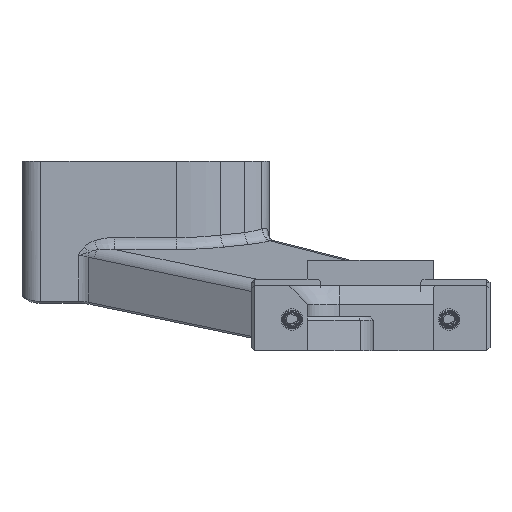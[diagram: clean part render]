
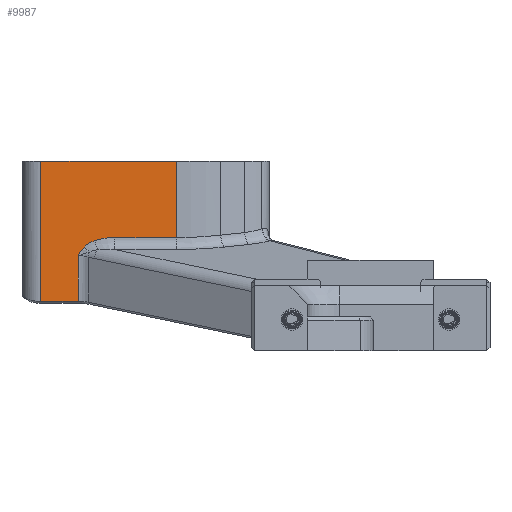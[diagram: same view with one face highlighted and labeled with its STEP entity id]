
A CAD part, left-side view. The second image highlights one B-rep face of the part: STEP entity #9987.
In plain terms, the highlighted planar face has unit normal (-1, 0, 0).
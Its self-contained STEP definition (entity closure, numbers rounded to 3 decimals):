
#64=ELLIPSE('',#10663,7.74,4.);
#70=ELLIPSE('',#10677,7.74,4.);
#368=PLANE('',#10759);
#938=FACE_OUTER_BOUND('',#1544,.T.);
#1544=EDGE_LOOP('',(#8467,#8468,#8469,#8470,#8471,#8472,#8473,#8474,#8475));
#2186=B_SPLINE_CURVE_WITH_KNOTS('',3,(#23196,#23197,#23198,#23199,#23200,
#23201),.UNSPECIFIED.,.F.,.F.,(4,2,4),(-0.167,-0.166,
0.),.UNSPECIFIED.);
#2759=LINE('',#23237,#3708);
#2775=LINE('',#23600,#3724);
#2822=LINE('',#23828,#3771);
#2831=LINE('',#23934,#3780);
#2840=LINE('',#24129,#3789);
#2841=LINE('',#24130,#3790);
#3708=VECTOR('',#12549,10.);
#3724=VECTOR('',#12639,10.);
#3771=VECTOR('',#12758,10.);
#3780=VECTOR('',#12789,10.);
#3789=VECTOR('',#12814,10.);
#3790=VECTOR('',#12815,10.);
#4646=VERTEX_POINT('',#23192);
#4648=VERTEX_POINT('',#23195);
#4649=VERTEX_POINT('',#23224);
#4652=VERTEX_POINT('',#23231);
#4654=VERTEX_POINT('',#23235);
#4686=VERTEX_POINT('',#23599);
#4735=VERTEX_POINT('',#23825);
#4736=VERTEX_POINT('',#23827);
#4743=VERTEX_POINT('',#23933);
#5872=EDGE_CURVE('',#4648,#4646,#2186,.T.);
#5875=EDGE_CURVE('',#4646,#4649,#64,.T.);
#5880=EDGE_CURVE('',#4652,#4654,#2759,.T.);
#5893=EDGE_CURVE('',#4649,#4652,#70,.T.);
#5934=EDGE_CURVE('',#4686,#4648,#2775,.T.);
#6007=EDGE_CURVE('',#4735,#4736,#2822,.T.);
#6024=EDGE_CURVE('',#4686,#4743,#2831,.T.);
#6041=EDGE_CURVE('',#4736,#4654,#2840,.T.);
#6042=EDGE_CURVE('',#4735,#4743,#2841,.T.);
#8467=ORIENTED_EDGE('',*,*,#5872,.T.);
#8468=ORIENTED_EDGE('',*,*,#5875,.T.);
#8469=ORIENTED_EDGE('',*,*,#5893,.T.);
#8470=ORIENTED_EDGE('',*,*,#5880,.T.);
#8471=ORIENTED_EDGE('',*,*,#6041,.F.);
#8472=ORIENTED_EDGE('',*,*,#6007,.F.);
#8473=ORIENTED_EDGE('',*,*,#6042,.T.);
#8474=ORIENTED_EDGE('',*,*,#6024,.F.);
#8475=ORIENTED_EDGE('',*,*,#5934,.T.);
#9987=ADVANCED_FACE('',(#938),#368,.F.);
#10663=AXIS2_PLACEMENT_3D('',#23227,#12538,#12539);
#10677=AXIS2_PLACEMENT_3D('',#23345,#12570,#12571);
#10759=AXIS2_PLACEMENT_3D('',#24128,#12812,#12813);
#12538=DIRECTION('center_axis',(1.,0.,0.));
#12539=DIRECTION('ref_axis',(0.,0.979,0.204));
#12549=DIRECTION('',(0.,-1.,0.));
#12570=DIRECTION('center_axis',(1.,0.,0.));
#12571=DIRECTION('ref_axis',(0.,0.979,0.204));
#12639=DIRECTION('',(0.,0.,1.));
#12758=DIRECTION('',(0.,-1.,0.));
#12789=DIRECTION('',(0.,1.,0.));
#12812=DIRECTION('center_axis',(1.,0.,0.));
#12813=DIRECTION('ref_axis',(0.,-1.,0.));
#12814=DIRECTION('',(0.,0.,-1.));
#12815=DIRECTION('',(0.,0.,-1.));
#23192=CARTESIAN_POINT('',(486.027,28.548,-60.983));
#23195=CARTESIAN_POINT('',(486.027,29.502,-62.346));
#23196=CARTESIAN_POINT('Ctrl Pts',(486.027,29.502,-62.346));
#23197=CARTESIAN_POINT('Ctrl Pts',(486.027,29.501,-62.345));
#23198=CARTESIAN_POINT('Ctrl Pts',(486.027,29.5,-62.343));
#23199=CARTESIAN_POINT('Ctrl Pts',(486.027,29.252,-61.845));
#23200=CARTESIAN_POINT('Ctrl Pts',(486.027,28.933,-61.382));
#23201=CARTESIAN_POINT('Ctrl Pts',(486.027,28.548,-60.983));
#23224=CARTESIAN_POINT('',(486.027,26.922,-59.988));
#23227=CARTESIAN_POINT('Origin',(486.027,21.598,-63.7));
#23231=CARTESIAN_POINT('',(486.027,23.678,-59.477));
#23235=CARTESIAN_POINT('',(486.027,13.843,-59.477));
#23237=CARTESIAN_POINT('',(486.027,18.777,-59.477));
#23345=CARTESIAN_POINT('Origin',(486.027,21.598,-63.7));
#23599=CARTESIAN_POINT('',(486.027,29.502,-69.622));
#23600=CARTESIAN_POINT('',(486.027,29.502,-47.306));
#23825=CARTESIAN_POINT('',(486.027,35.427,-47.306));
#23827=CARTESIAN_POINT('',(486.027,13.843,-47.306));
#23828=CARTESIAN_POINT('',(486.027,43.077,-47.306));
#23933=CARTESIAN_POINT('',(486.027,35.427,-69.622));
#23934=CARTESIAN_POINT('',(486.027,36.927,-69.622));
#24128=CARTESIAN_POINT('Origin',(486.027,38.427,-47.306));
#24129=CARTESIAN_POINT('',(486.027,13.843,-47.306));
#24130=CARTESIAN_POINT('',(486.027,35.427,-47.306));
